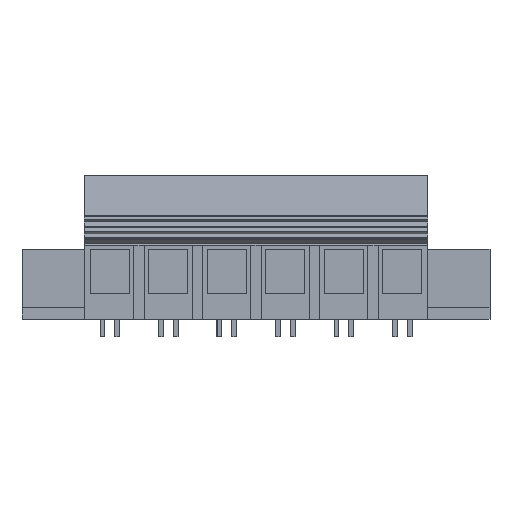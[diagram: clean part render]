
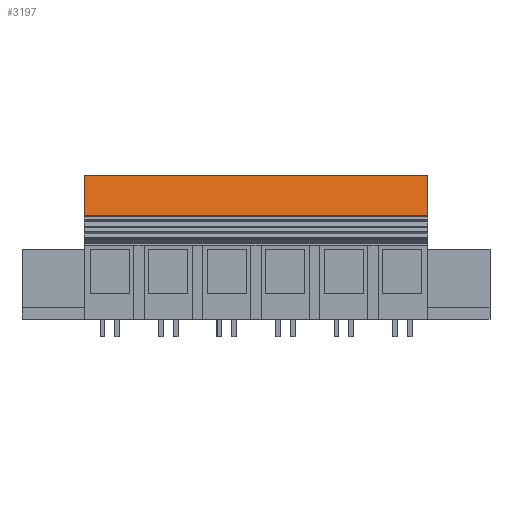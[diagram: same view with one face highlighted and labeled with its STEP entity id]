
A CAD part, front view. The second image highlights one B-rep face of the part: STEP entity #3197.
In plain terms, the highlighted planar face has unit normal (0, -0.985, 0.174).
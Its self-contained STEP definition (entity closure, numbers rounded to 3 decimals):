
#3177=AXIS2_PLACEMENT_3D('Plane Axis2P3D',#3174,#3175,#3176) ;
#560=CARTESIAN_POINT('Vertex',(16.,8.164,31.099)) ;
#563=CARTESIAN_POINT('Line Origine',(16.,9.076,36.275)) ;
#567=CARTESIAN_POINT('Vertex',(16.,9.989,41.45)) ;
#3159=CARTESIAN_POINT('Vertex',(104.,8.164,31.099)) ;
#3162=CARTESIAN_POINT('Line Origine',(60.,8.164,31.099)) ;
#3174=CARTESIAN_POINT('Axis2P3D Location',(46.,9.989,41.45)) ;
#3179=CARTESIAN_POINT('Line Origine',(104.,9.076,36.275)) ;
#3183=CARTESIAN_POINT('Vertex',(104.,9.989,41.45)) ;
#3186=CARTESIAN_POINT('Line Origine',(60.,9.989,41.45)) ;
#564=DIRECTION('Vector Direction',(0.,-0.174,-0.985)) ;
#3163=DIRECTION('Vector Direction',(1.,0.,0.)) ;
#3175=DIRECTION('Axis2P3D Direction',(0.,-0.985,0.174)) ;
#3176=DIRECTION('Axis2P3D XDirection',(0.,-0.174,-0.985)) ;
#3180=DIRECTION('Vector Direction',(0.,-0.174,-0.985)) ;
#3187=DIRECTION('Vector Direction',(1.,0.,0.)) ;
#565=VECTOR('Line Direction',#564,1.) ;
#3164=VECTOR('Line Direction',#3163,1.) ;
#3181=VECTOR('Line Direction',#3180,1.) ;
#3188=VECTOR('Line Direction',#3187,1.) ;
#3192=ORIENTED_EDGE('',*,*,#3166,.T.) ;
#3193=ORIENTED_EDGE('',*,*,#3185,.F.) ;
#3194=ORIENTED_EDGE('',*,*,#3190,.F.) ;
#3195=ORIENTED_EDGE('',*,*,#569,.F.) ;
#3197=ADVANCED_FACE('HOUSING',(#3196),#3178,.T.) ;
#569=EDGE_CURVE('',#561,#568,#566,.F.) ;
#3166=EDGE_CURVE('',#561,#3160,#3165,.T.) ;
#3185=EDGE_CURVE('',#3184,#3160,#3182,.T.) ;
#3190=EDGE_CURVE('',#568,#3184,#3189,.T.) ;
#3191=EDGE_LOOP('',(#3192,#3193,#3194,#3195)) ;
#3196=FACE_OUTER_BOUND('',#3191,.T.) ;
#566=LINE('Line',#563,#565) ;
#3165=LINE('Line',#3162,#3164) ;
#3182=LINE('Line',#3179,#3181) ;
#3189=LINE('Line',#3186,#3188) ;
#3178=PLANE('',#3177) ;
#561=VERTEX_POINT('',#560) ;
#568=VERTEX_POINT('',#567) ;
#3160=VERTEX_POINT('',#3159) ;
#3184=VERTEX_POINT('',#3183) ;
